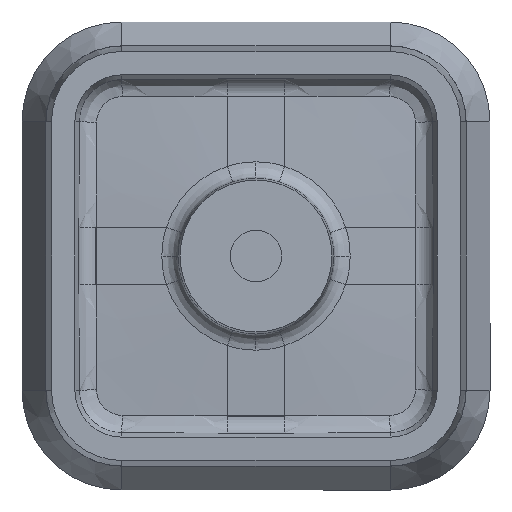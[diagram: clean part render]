
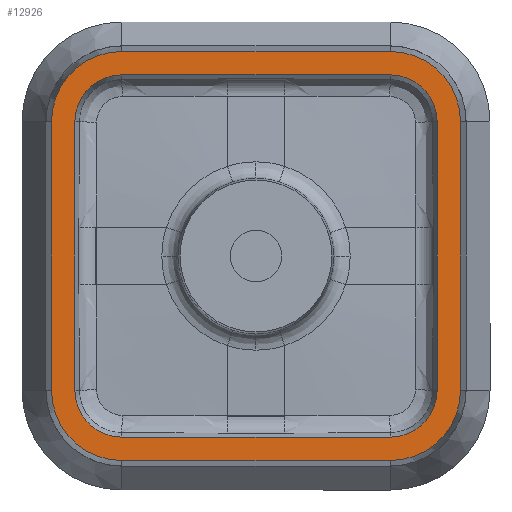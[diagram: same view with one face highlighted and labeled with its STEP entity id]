
A CAD part, front view. The second image highlights one B-rep face of the part: STEP entity #12926.
In plain terms, the highlighted planar face has unit normal (0, -1, 0).
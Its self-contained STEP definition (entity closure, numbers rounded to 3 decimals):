
#300 = ORIENTED_EDGE ( 'NONE', *, *, #10515, .T. ) ;
#633 = CARTESIAN_POINT ( 'NONE',  ( -115., 0., 154.981 ) ) ;
#652 = VECTOR ( 'NONE', #11085, 1000. ) ;
#676 = CARTESIAN_POINT ( 'NONE',  ( 175., 0., 115. ) ) ;
#678 = EDGE_CURVE ( 'NONE', #22618, #15971, #4554, .T. ) ;
#1374 = VECTOR ( 'NONE', #2592, 1000. ) ;
#1965 = DIRECTION ( 'NONE',  ( 0., 0., -1. ) ) ;
#2106 = DIRECTION ( 'NONE',  ( 0., 1., 0. ) ) ;
#2108 = DIRECTION ( 'NONE',  ( 0., 1., 0. ) ) ;
#2251 = DIRECTION ( 'NONE',  ( 1., 0., 0. ) ) ;
#2270 = CARTESIAN_POINT ( 'NONE',  ( -115., 0., 175. ) ) ;
#2592 = DIRECTION ( 'NONE',  ( 0., 0., -1. ) ) ;
#2716 = LINE ( 'NONE', #20327, #11116 ) ;
#2884 = DIRECTION ( 'NONE',  ( -1., 0., 0. ) ) ;
#3386 = DIRECTION ( 'NONE',  ( 0., 1., 0. ) ) ;
#3503 = CARTESIAN_POINT ( 'NONE',  ( 115., 0., -115. ) ) ;
#3615 = FACE_OUTER_BOUND ( 'NONE', #10276, .T. ) ;
#3622 = ORIENTED_EDGE ( 'NONE', *, *, #678, .F. ) ;
#3773 = VERTEX_POINT ( 'NONE', #8192 ) ;
#3916 = CARTESIAN_POINT ( 'NONE',  ( -175., 0., 115. ) ) ;
#3971 = CARTESIAN_POINT ( 'NONE',  ( -115., 0., -154.981 ) ) ;
#4014 = CARTESIAN_POINT ( 'NONE',  ( 175., 0., 115. ) ) ;
#4339 = ORIENTED_EDGE ( 'NONE', *, *, #21786, .F. ) ;
#4554 = CIRCLE ( 'NONE', #7190, 60. ) ;
#4787 = EDGE_CURVE ( 'NONE', #21673, #18345, #20351, .T. ) ;
#4987 = DIRECTION ( 'NONE',  ( 0., 0., 1. ) ) ;
#5034 = FACE_BOUND ( 'NONE', #17688, .T. ) ;
#5380 = CIRCLE ( 'NONE', #18497, 60. ) ;
#5643 = CARTESIAN_POINT ( 'NONE',  ( -154.981, 0., 115. ) ) ;
#5989 = VERTEX_POINT ( 'NONE', #19247 ) ;
#6285 = LINE ( 'NONE', #22357, #16260 ) ;
#6362 = CARTESIAN_POINT ( 'NONE',  ( -115., 0., -115. ) ) ;
#6393 = ORIENTED_EDGE ( 'NONE', *, *, #14384, .T. ) ;
#6599 = CARTESIAN_POINT ( 'NONE',  ( 115., 0., 154.981 ) ) ;
#6670 = AXIS2_PLACEMENT_3D ( 'NONE', #21864, #22084, #13071 ) ;
#6866 = LINE ( 'NONE', #21178, #13601 ) ;
#7026 = PLANE ( 'NONE',  #8507 ) ;
#7168 = CARTESIAN_POINT ( 'NONE',  ( 115., 0., -154.981 ) ) ;
#7190 = AXIS2_PLACEMENT_3D ( 'NONE', #19821, #16416, #1965 ) ;
#7209 = EDGE_CURVE ( 'NONE', #13982, #22618, #6285, .T. ) ;
#7215 = CARTESIAN_POINT ( 'NONE',  ( 154.981, 0., 115. ) ) ;
#7349 = CARTESIAN_POINT ( 'NONE',  ( 115., 0., -175. ) ) ;
#7364 = EDGE_CURVE ( 'NONE', #18286, #12153, #10636, .T. ) ;
#7760 = CARTESIAN_POINT ( 'NONE',  ( 115., 0., 115. ) ) ;
#7961 = CARTESIAN_POINT ( 'NONE',  ( -154.981, 0., 115. ) ) ;
#8192 = CARTESIAN_POINT ( 'NONE',  ( 175., 0., -115. ) ) ;
#8343 = ORIENTED_EDGE ( 'NONE', *, *, #18095, .F. ) ;
#8507 = AXIS2_PLACEMENT_3D ( 'NONE', #3503, #3386, #22969 ) ;
#8852 = CIRCLE ( 'NONE', #11474, 39.981 ) ;
#9047 = LINE ( 'NONE', #5643, #22022 ) ;
#9411 = LINE ( 'NONE', #4014, #1374 ) ;
#9440 = DIRECTION ( 'NONE',  ( 1., 0., 0. ) ) ;
#9513 = CARTESIAN_POINT ( 'NONE',  ( -115., 0., -154.981 ) ) ;
#9649 = AXIS2_PLACEMENT_3D ( 'NONE', #6362, #20566, #13299 ) ;
#9687 = EDGE_CURVE ( 'NONE', #12153, #16020, #2716, .T. ) ;
#9881 = DIRECTION ( 'NONE',  ( 0., 0., -1. ) ) ;
#10124 = VERTEX_POINT ( 'NONE', #15375 ) ;
#10276 = EDGE_LOOP ( 'NONE', ( #4339, #8343, #19143, #12517, #11868, #22734, #3622, #19116 ) ) ;
#10395 = CIRCLE ( 'NONE', #11445, 60. ) ;
#10396 = DIRECTION ( 'NONE',  ( 0., 1., 0. ) ) ;
#10408 = CARTESIAN_POINT ( 'NONE',  ( -115., 0., 115. ) ) ;
#10515 = EDGE_CURVE ( 'NONE', #5989, #21783, #8852, .T. ) ;
#10636 = CIRCLE ( 'NONE', #11002, 39.981 ) ;
#11002 = AXIS2_PLACEMENT_3D ( 'NONE', #10408, #21535, #16371 ) ;
#11040 = DIRECTION ( 'NONE',  ( 0., 0., -1. ) ) ;
#11085 = DIRECTION ( 'NONE',  ( 0., 0., -1. ) ) ;
#11116 = VECTOR ( 'NONE', #2251, 1000. ) ;
#11205 = LINE ( 'NONE', #2270, #11386 ) ;
#11386 = VECTOR ( 'NONE', #9440, 1000. ) ;
#11445 = AXIS2_PLACEMENT_3D ( 'NONE', #19954, #2108, #11040 ) ;
#11474 = AXIS2_PLACEMENT_3D ( 'NONE', #17662, #10396, #4987 ) ;
#11679 = VERTEX_POINT ( 'NONE', #15351 ) ;
#11868 = ORIENTED_EDGE ( 'NONE', *, *, #18151, .F. ) ;
#12153 = VERTEX_POINT ( 'NONE', #633 ) ;
#12275 = DIRECTION ( 'NONE',  ( 0., 0., 1. ) ) ;
#12517 = ORIENTED_EDGE ( 'NONE', *, *, #22107, .F. ) ;
#12591 = LINE ( 'NONE', #9513, #16049 ) ;
#12916 = DIRECTION ( 'NONE',  ( 0., 0., 1. ) ) ;
#12926 = ADVANCED_FACE ( 'NONE', ( #5034, #3615 ), #7026, .F. ) ;
#13071 = DIRECTION ( 'NONE',  ( 0., 0., 1. ) ) ;
#13299 = DIRECTION ( 'NONE',  ( 0., 0., 1. ) ) ;
#13601 = VECTOR ( 'NONE', #12275, 1000. ) ;
#13794 = CIRCLE ( 'NONE', #6670, 39.981 ) ;
#13982 = VERTEX_POINT ( 'NONE', #7349 ) ;
#13990 = AXIS2_PLACEMENT_3D ( 'NONE', #7760, #20212, #9881 ) ;
#14251 = ORIENTED_EDGE ( 'NONE', *, *, #7364, .T. ) ;
#14265 = EDGE_CURVE ( 'NONE', #10124, #18286, #9047, .T. ) ;
#14384 = EDGE_CURVE ( 'NONE', #21783, #23108, #12591, .T. ) ;
#14870 = EDGE_CURVE ( 'NONE', #23108, #10124, #16768, .T. ) ;
#15351 = CARTESIAN_POINT ( 'NONE',  ( 154.981, 0., 115. ) ) ;
#15375 = CARTESIAN_POINT ( 'NONE',  ( -154.981, 0., -115. ) ) ;
#15948 = EDGE_CURVE ( 'NONE', #16020, #11679, #13794, .T. ) ;
#15971 = VERTEX_POINT ( 'NONE', #20454 ) ;
#16020 = VERTEX_POINT ( 'NONE', #6599 ) ;
#16049 = VECTOR ( 'NONE', #18433, 1000. ) ;
#16260 = VECTOR ( 'NONE', #2884, 1000. ) ;
#16371 = DIRECTION ( 'NONE',  ( 0., 0., 1. ) ) ;
#16416 = DIRECTION ( 'NONE',  ( 0., 1., 0. ) ) ;
#16572 = EDGE_CURVE ( 'NONE', #11679, #5989, #18133, .T. ) ;
#16768 = CIRCLE ( 'NONE', #9649, 39.981 ) ;
#16967 = ORIENTED_EDGE ( 'NONE', *, *, #16572, .T. ) ;
#17030 = ORIENTED_EDGE ( 'NONE', *, *, #15948, .T. ) ;
#17433 = ORIENTED_EDGE ( 'NONE', *, *, #14265, .T. ) ;
#17501 = ORIENTED_EDGE ( 'NONE', *, *, #14870, .T. ) ;
#17628 = CARTESIAN_POINT ( 'NONE',  ( -115., 0., -175. ) ) ;
#17662 = CARTESIAN_POINT ( 'NONE',  ( 115., 0., -115. ) ) ;
#17688 = EDGE_LOOP ( 'NONE', ( #16967, #300, #6393, #17501, #17433, #14251, #18668, #17030 ) ) ;
#18095 = EDGE_CURVE ( 'NONE', #18345, #3773, #9411, .T. ) ;
#18133 = LINE ( 'NONE', #7215, #652 ) ;
#18151 = EDGE_CURVE ( 'NONE', #23235, #18456, #10395, .T. ) ;
#18195 = CARTESIAN_POINT ( 'NONE',  ( 115., 0., 175. ) ) ;
#18286 = VERTEX_POINT ( 'NONE', #7961 ) ;
#18345 = VERTEX_POINT ( 'NONE', #676 ) ;
#18433 = DIRECTION ( 'NONE',  ( -1., 0., 0. ) ) ;
#18456 = VERTEX_POINT ( 'NONE', #22745 ) ;
#18497 = AXIS2_PLACEMENT_3D ( 'NONE', #23229, #2106, #12916 ) ;
#18668 = ORIENTED_EDGE ( 'NONE', *, *, #9687, .T. ) ;
#19116 = ORIENTED_EDGE ( 'NONE', *, *, #7209, .F. ) ;
#19143 = ORIENTED_EDGE ( 'NONE', *, *, #4787, .F. ) ;
#19247 = CARTESIAN_POINT ( 'NONE',  ( 154.981, 0., -115. ) ) ;
#19821 = CARTESIAN_POINT ( 'NONE',  ( -115., 0., -115. ) ) ;
#19880 = EDGE_CURVE ( 'NONE', #15971, #23235, #6866, .T. ) ;
#19954 = CARTESIAN_POINT ( 'NONE',  ( -115., 0., 115. ) ) ;
#20195 = DIRECTION ( 'NONE',  ( 0., 0., 1. ) ) ;
#20212 = DIRECTION ( 'NONE',  ( 0., 1., 0. ) ) ;
#20327 = CARTESIAN_POINT ( 'NONE',  ( -115., 0., 154.981 ) ) ;
#20351 = CIRCLE ( 'NONE', #13990, 60. ) ;
#20454 = CARTESIAN_POINT ( 'NONE',  ( -175., 0., -115. ) ) ;
#20566 = DIRECTION ( 'NONE',  ( 0., 1., 0. ) ) ;
#21178 = CARTESIAN_POINT ( 'NONE',  ( -175., 0., 115. ) ) ;
#21535 = DIRECTION ( 'NONE',  ( 0., 1., 0. ) ) ;
#21673 = VERTEX_POINT ( 'NONE', #18195 ) ;
#21783 = VERTEX_POINT ( 'NONE', #7168 ) ;
#21786 = EDGE_CURVE ( 'NONE', #3773, #13982, #5380, .T. ) ;
#21864 = CARTESIAN_POINT ( 'NONE',  ( 115., 0., 115. ) ) ;
#22022 = VECTOR ( 'NONE', #20195, 1000. ) ;
#22084 = DIRECTION ( 'NONE',  ( 0., 1., 0. ) ) ;
#22107 = EDGE_CURVE ( 'NONE', #18456, #21673, #11205, .T. ) ;
#22357 = CARTESIAN_POINT ( 'NONE',  ( -115., 0., -175. ) ) ;
#22618 = VERTEX_POINT ( 'NONE', #17628 ) ;
#22734 = ORIENTED_EDGE ( 'NONE', *, *, #19880, .F. ) ;
#22745 = CARTESIAN_POINT ( 'NONE',  ( -115., 0., 175. ) ) ;
#22969 = DIRECTION ( 'NONE',  ( 0., 0., 1. ) ) ;
#23108 = VERTEX_POINT ( 'NONE', #3971 ) ;
#23229 = CARTESIAN_POINT ( 'NONE',  ( 115., 0., -115. ) ) ;
#23235 = VERTEX_POINT ( 'NONE', #3916 ) ;
